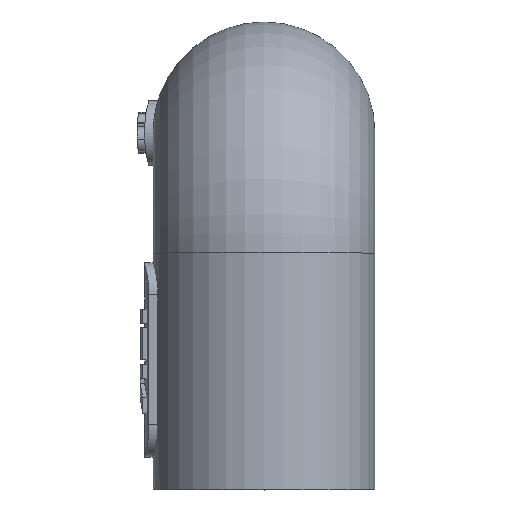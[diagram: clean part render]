
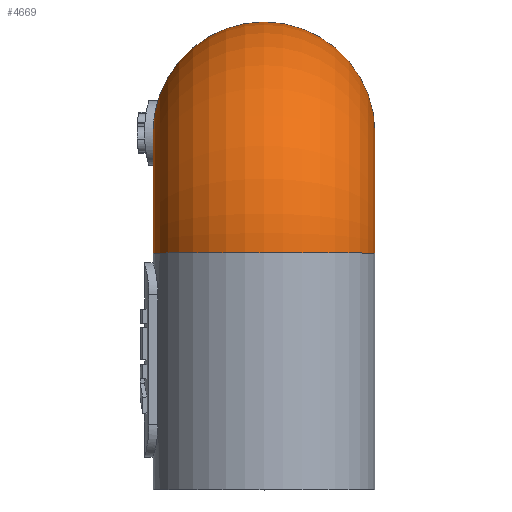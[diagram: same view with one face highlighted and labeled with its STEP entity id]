
A CAD part, top view. The second image highlights one B-rep face of the part: STEP entity #4669.
In plain terms, the highlighted toroidal (fillet/blend) face has major radius 11.125 mm and minor radius 10.25 mm.
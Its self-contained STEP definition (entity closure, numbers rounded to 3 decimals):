
#118 = CIRCLE ( 'NONE', #1650, 10.25 ) ;
#119 = CARTESIAN_POINT ( 'NONE',  ( 0., 0., -11.125 ) ) ;
#312 = DIRECTION ( 'NONE',  ( 1., 0., 0. ) ) ;
#494 = DIRECTION ( 'NONE',  ( 1., 0., 0. ) ) ;
#605 = EDGE_LOOP ( 'NONE', ( #1790 ) ) ;
#683 = FACE_OUTER_BOUND ( 'NONE', #605, .T. ) ;
#730 = TOROIDAL_SURFACE ( 'NONE', #3221, 11.125, 10.25 ) ;
#1061 = DIRECTION ( 'NONE',  ( 0., 0., -1. ) ) ;
#1079 = VERTEX_POINT ( 'NONE', #4102 ) ;
#1650 = AXIS2_PLACEMENT_3D ( 'NONE', #1752, #4337, #2139 ) ;
#1709 = EDGE_LOOP ( 'NONE', ( #2598 ) ) ;
#1752 = CARTESIAN_POINT ( 'NONE',  ( 0., -11.125, 0. ) ) ;
#1790 = ORIENTED_EDGE ( 'NONE', *, *, #2003, .F. ) ;
#2003 = EDGE_CURVE ( 'NONE', #1079, #1079, #118, .T. ) ;
#2139 = DIRECTION ( 'NONE',  ( 1., 0., 0. ) ) ;
#2272 = CARTESIAN_POINT ( 'NONE',  ( 10.25, 0., -11.125 ) ) ;
#2319 = VERTEX_POINT ( 'NONE', #2272 ) ;
#2440 = EDGE_CURVE ( 'NONE', #2319, #2319, #2766, .T. ) ;
#2573 = AXIS2_PLACEMENT_3D ( 'NONE', #119, #2714, #494 ) ;
#2598 = ORIENTED_EDGE ( 'NONE', *, *, #2440, .T. ) ;
#2714 = DIRECTION ( 'NONE',  ( 0., 0., 1. ) ) ;
#2766 = CIRCLE ( 'NONE', #2573, 10.25 ) ;
#3008 = FACE_OUTER_BOUND ( 'NONE', #1709, .T. ) ;
#3221 = AXIS2_PLACEMENT_3D ( 'NONE', #3600, #312, #1061 ) ;
#3600 = CARTESIAN_POINT ( 'NONE',  ( 0., -11.125, -11.125 ) ) ;
#4102 = CARTESIAN_POINT ( 'NONE',  ( 10.25, -11.125, 0. ) ) ;
#4337 = DIRECTION ( 'NONE',  ( 0., -1., 0. ) ) ;
#4669 = ADVANCED_FACE ( 'NONE', ( #3008, #683 ), #730, .T. ) ;
